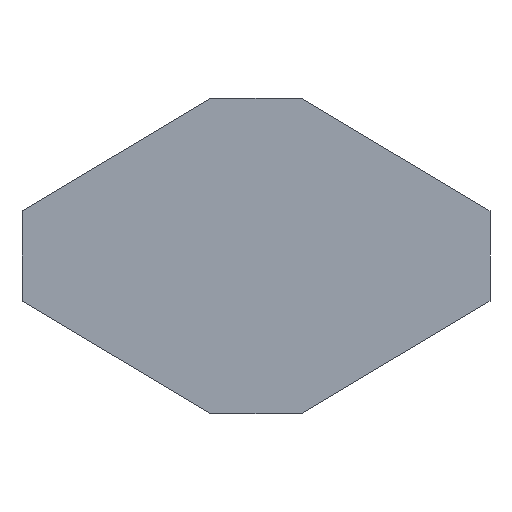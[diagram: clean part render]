
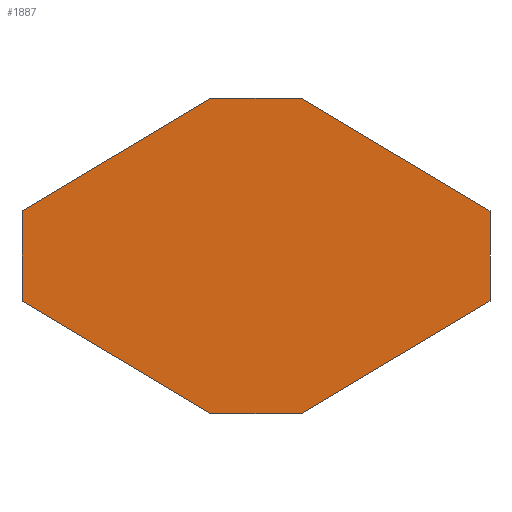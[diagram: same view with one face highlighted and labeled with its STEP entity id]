
A CAD part, front view. The second image highlights one B-rep face of the part: STEP entity #1887.
In plain terms, the highlighted planar face has unit normal (0, -1, 0).
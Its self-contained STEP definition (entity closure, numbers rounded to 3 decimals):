
#1=DIRECTION('',(-0.859,0.,0.512));
#2=VECTOR('',#1,3.103);
#3=CARTESIAN_POINT('',(-0.635,0.,-2.225));
#4=LINE('',#3,#2);
#5=DIRECTION('',(0.,0.,1.));
#6=VECTOR('',#5,1.27);
#7=CARTESIAN_POINT('',(-3.3,0.,-0.635));
#8=LINE('',#7,#6);
#9=DIRECTION('',(0.859,0.,0.512));
#10=VECTOR('',#9,3.103);
#11=CARTESIAN_POINT('',(-3.3,0.,0.635));
#12=LINE('',#11,#10);
#13=DIRECTION('',(1.,0.,0.));
#14=VECTOR('',#13,1.27);
#15=CARTESIAN_POINT('',(-0.635,0.,2.225));
#16=LINE('',#15,#14);
#17=DIRECTION('',(0.859,0.,-0.512));
#18=VECTOR('',#17,3.103);
#19=CARTESIAN_POINT('',(0.635,0.,2.225));
#20=LINE('',#19,#18);
#21=DIRECTION('',(0.,0.,-1.));
#22=VECTOR('',#21,1.27);
#23=CARTESIAN_POINT('',(3.3,0.,0.635));
#24=LINE('',#23,#22);
#25=DIRECTION('',(-0.859,0.,-0.512));
#26=VECTOR('',#25,3.103);
#27=CARTESIAN_POINT('',(3.3,0.,-0.635));
#28=LINE('',#27,#26);
#29=DIRECTION('',(-1.,0.,0.));
#30=VECTOR('',#29,1.27);
#31=CARTESIAN_POINT('',(0.635,0.,-2.225));
#32=LINE('',#31,#30);
#1810=CARTESIAN_POINT('',(-0.635,0.,-2.225));
#1811=CARTESIAN_POINT('',(-3.3,0.,-0.635));
#1812=VERTEX_POINT('',#1810);
#1813=VERTEX_POINT('',#1811);
#1814=CARTESIAN_POINT('',(-3.3,0.,0.635));
#1815=VERTEX_POINT('',#1814);
#1816=CARTESIAN_POINT('',(-0.635,0.,2.225));
#1817=VERTEX_POINT('',#1816);
#1818=CARTESIAN_POINT('',(0.635,0.,2.225));
#1819=VERTEX_POINT('',#1818);
#1820=CARTESIAN_POINT('',(3.3,0.,0.635));
#1821=VERTEX_POINT('',#1820);
#1822=CARTESIAN_POINT('',(3.3,0.,-0.635));
#1823=VERTEX_POINT('',#1822);
#1824=CARTESIAN_POINT('',(0.635,0.,-2.225));
#1825=VERTEX_POINT('',#1824);
#1864=CARTESIAN_POINT('',(0.,0.,0.));
#1865=DIRECTION('',(0.,1.,0.));
#1866=DIRECTION('',(1.,0.,0.));
#1867=AXIS2_PLACEMENT_3D('',#1864,#1865,#1866);
#1868=PLANE('',#1867);
#1870=ORIENTED_EDGE('',*,*,#1869,.T.);
#1872=ORIENTED_EDGE('',*,*,#1871,.T.);
#1874=ORIENTED_EDGE('',*,*,#1873,.T.);
#1876=ORIENTED_EDGE('',*,*,#1875,.T.);
#1878=ORIENTED_EDGE('',*,*,#1877,.T.);
#1880=ORIENTED_EDGE('',*,*,#1879,.T.);
#1882=ORIENTED_EDGE('',*,*,#1881,.T.);
#1884=ORIENTED_EDGE('',*,*,#1883,.T.);
#1885=EDGE_LOOP('',(#1870,#1872,#1874,#1876,#1878,#1880,#1882,#1884));
#1886=FACE_OUTER_BOUND('',#1885,.F.);
#1869=EDGE_CURVE('',#1812,#1813,#4,.T.);
#1871=EDGE_CURVE('',#1813,#1815,#8,.T.);
#1873=EDGE_CURVE('',#1815,#1817,#12,.T.);
#1875=EDGE_CURVE('',#1817,#1819,#16,.T.);
#1877=EDGE_CURVE('',#1819,#1821,#20,.T.);
#1879=EDGE_CURVE('',#1821,#1823,#24,.T.);
#1881=EDGE_CURVE('',#1823,#1825,#28,.T.);
#1883=EDGE_CURVE('',#1825,#1812,#32,.T.);
#1887=ADVANCED_FACE('',(#1886),#1868,.F.);
